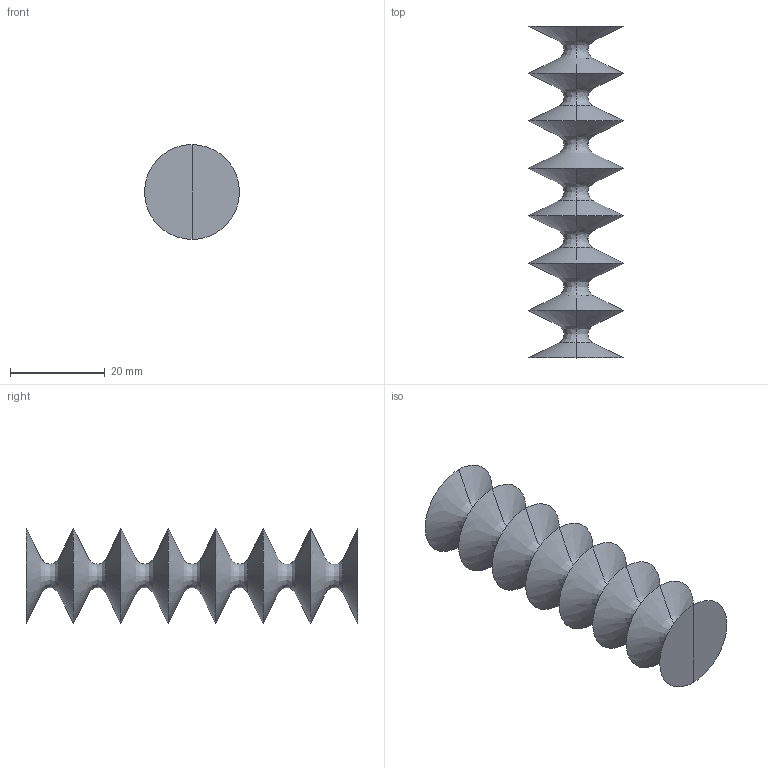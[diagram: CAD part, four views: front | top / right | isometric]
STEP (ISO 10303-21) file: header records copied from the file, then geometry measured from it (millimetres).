
FILE_DESCRIPTION(/* description */ (''),/* implementation_level */ '2;1');
FILE_NAME(/* name */ 'pneumatic_actuator_inner',/* time_stamp */ '2016-10-03T13:38:15+02:00',/* author */ (''),/* organization */ (''),/* preprocessor_version */ 'ST-DEVELOPER v10',/* originating_system */ '',/* authorisation */ '');
FILE_SCHEMA (('CONFIG_CONTROL_DESIGN'));
Length unit declared in the file: millimetre
Products named in the file (1): 1
Bounding box: 19.97 x 70 x 20 mm (x, y, z)
Volume: 7586.6 mm3; surface area: 5473.8 mm2
Topology: 1 solids, 1 shells, 32 faces, 66 edges, 32 vertices
Faces by surface type: bspline 32
Entity records: 1408 total; most frequent: CARTESIAN_POINT 987, ORIENTED_EDGE 124, EDGE_CURVE 62, ADVANCED_FACE 32, FACE_OUTER_BOUND 32, EDGE_LOOP 32, VERTEX_POINT 32, B_SPLINE_CURVE_WITH_KNOTS 18
